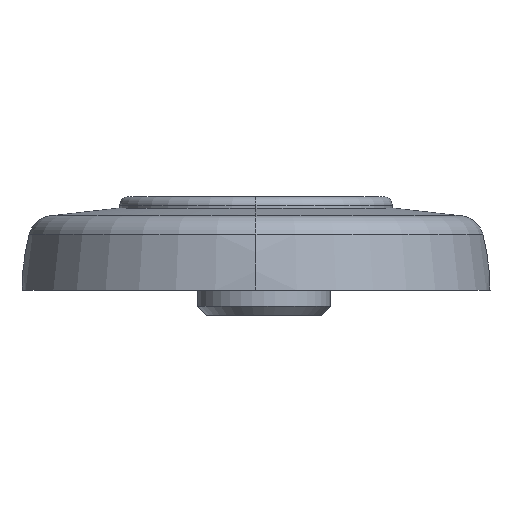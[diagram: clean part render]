
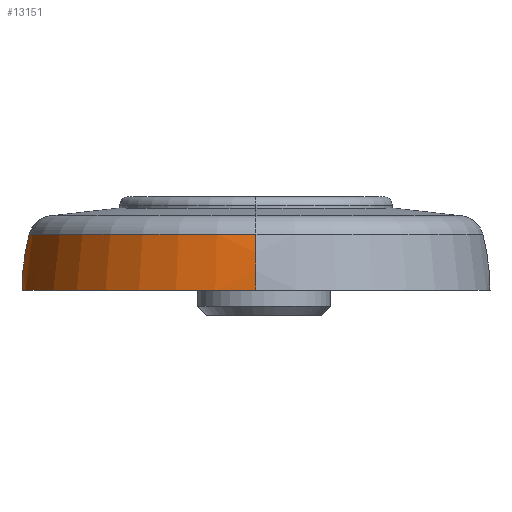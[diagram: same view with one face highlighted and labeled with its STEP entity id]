
A CAD part, left-side view. The second image highlights one B-rep face of the part: STEP entity #13151.
In plain terms, the highlighted free-form (B-spline) face has degree [3, 3] with [7, 4] control points.
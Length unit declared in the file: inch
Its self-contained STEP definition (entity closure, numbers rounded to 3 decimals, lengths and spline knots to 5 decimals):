
#11615=CARTESIAN_POINT('',(-0.083,0.,0.));
#11616=DIRECTION('',(0.,0.,-1.));
#11617=DIRECTION('',(-1.,0.,0.));
#11618=AXIS2_PLACEMENT_3D('',#11615,#11616,#11617);
#11625=CARTESIAN_POINT('',(0.083,0.,0.));
#11626=DIRECTION('',(0.,0.,1.));
#11627=DIRECTION('',(1.,0.,0.));
#11628=AXIS2_PLACEMENT_3D('',#11625,#11626,#11627);
#11630=CARTESIAN_POINT('',(0.,0.35915,0.));
#11631=DIRECTION('',(0.,1.,0.));
#11632=DIRECTION('',(-1.,0.,0.));
#11633=AXIS2_PLACEMENT_3D('',#11630,#11631,#11632);
#11635=CARTESIAN_POINT('',(0.,0.,0.));
#11636=DIRECTION('',(0.,-1.,0.));
#11637=DIRECTION('',(1.,0.,0.));
#11638=AXIS2_PLACEMENT_3D('',#11635,#11636,#11637);
#11808=CARTESIAN_POINT('',(1.5,0.,0.));
#11809=CARTESIAN_POINT('',(-1.5,0.,0.));
#11810=VERTEX_POINT('',#11808);
#11811=VERTEX_POINT('',#11809);
#11824=CARTESIAN_POINT('',(-1.45373,0.35915,0.));
#11825=CARTESIAN_POINT('',(1.45373,0.35915,0.));
#11826=VERTEX_POINT('',#11824);
#11827=VERTEX_POINT('',#11825);
#13115=CARTESIAN_POINT('',(1.44901,0.36617,
-0.09116));
#13116=CARTESIAN_POINT('',(1.48157,0.2442,
-0.09321));
#13117=CARTESIAN_POINT('',(1.49767,0.11899,
-0.09423));
#13118=CARTESIAN_POINT('',(1.49702,-0.00726,
-0.09418));
#13119=CARTESIAN_POINT('',(1.50511,0.36617,
0.80055));
#13120=CARTESIAN_POINT('',(1.53893,0.2442,
0.81854));
#13121=CARTESIAN_POINT('',(1.55565,0.11899,
0.82744));
#13122=CARTESIAN_POINT('',(1.55498,-0.00726,
0.82708));
#13123=CARTESIAN_POINT('',(0.89348,0.36617,
1.45187));
#13124=CARTESIAN_POINT('',(0.91356,0.2442,
1.4845));
#13125=CARTESIAN_POINT('',(0.92348,0.11899,
1.50063));
#13126=CARTESIAN_POINT('',(0.92309,-0.00726,
1.49998));
#13127=CARTESIAN_POINT('',(0.,0.36617,1.45187));
#13128=CARTESIAN_POINT('',(0.,0.2442,1.4845));
#13129=CARTESIAN_POINT('',(0.,0.11899,1.50063));
#13130=CARTESIAN_POINT('',(0.,-0.00726,1.49998));
#13131=CARTESIAN_POINT('',(-0.89348,0.36617,
1.45187));
#13132=CARTESIAN_POINT('',(-0.91356,0.2442,
1.4845));
#13133=CARTESIAN_POINT('',(-0.92348,0.11899,
1.50063));
#13134=CARTESIAN_POINT('',(-0.92309,-0.00726,
1.49998));
#13135=CARTESIAN_POINT('',(-1.50511,0.36617,
0.80055));
#13136=CARTESIAN_POINT('',(-1.53893,0.2442,
0.81854));
#13137=CARTESIAN_POINT('',(-1.55565,0.11899,
0.82744));
#13138=CARTESIAN_POINT('',(-1.55498,-0.00726,
0.82708));
#13139=CARTESIAN_POINT('',(-1.44901,0.36617,
-0.09116));
#13140=CARTESIAN_POINT('',(-1.48157,0.2442,
-0.09321));
#13141=CARTESIAN_POINT('',(-1.49767,0.11899,
-0.09423));
#13142=CARTESIAN_POINT('',(-1.49702,-0.00726,
-0.09418));
#13143=(BOUNDED_SURFACE()B_SPLINE_SURFACE(3,3,((#13115,#13116,#13117,#13118),(
#13119,#13120,#13121,#13122),(#13123,#13124,#13125,#13126),(#13127,#13128,
#13129,#13130),(#13131,#13132,#13133,#13134),(#13135,#13136,#13137,#13138),(
#13139,#13140,#13141,#13142)),.UNSPECIFIED.,.F.,.F.,.F.)B_SPLINE_SURFACE_WITH_KNOTS((4,3,4),(4,4),(0.,1.,2.),(0.,1.),.UNSPECIFIED.)GEOMETRIC_REPRESENTATION_ITEM()RATIONAL_B_SPLINE_SURFACE(((1.193,1.186,
1.186,1.193),(0.942,0.936,
0.936,0.942),(0.942,0.936,
0.936,0.942),(1.193,1.186,
1.186,1.193),(0.942,0.936,
0.936,0.942),(0.942,0.936,
0.936,0.942),(1.193,1.186,
1.186,1.193)))REPRESENTATION_ITEM('')SURFACE());
#13144=ORIENTED_EDGE('',*,*,#13043,.T.);
#13145=ORIENTED_EDGE('',*,*,#13110,.F.);
#13147=ORIENTED_EDGE('',*,*,#13146,.T.);
#13148=ORIENTED_EDGE('',*,*,#13106,.T.);
#13149=EDGE_LOOP('',(#13144,#13145,#13147,#13148));
#13150=FACE_OUTER_BOUND('',#13149,.F.);
#13151=ADVANCED_FACE('',(#13150),#13143,.T.);
#11619=CIRCLE('',#11618,1.417);
#11629=CIRCLE('',#11628,1.417);
#11634=CIRCLE('',#11633,1.45373);
#11639=CIRCLE('',#11638,1.5);
#13043=EDGE_CURVE('',#11826,#11827,#11634,.T.);
#13106=EDGE_CURVE('',#11811,#11826,#11619,.T.);
#13110=EDGE_CURVE('',#11810,#11827,#11629,.T.);
#13146=EDGE_CURVE('',#11810,#11811,#11639,.T.);
